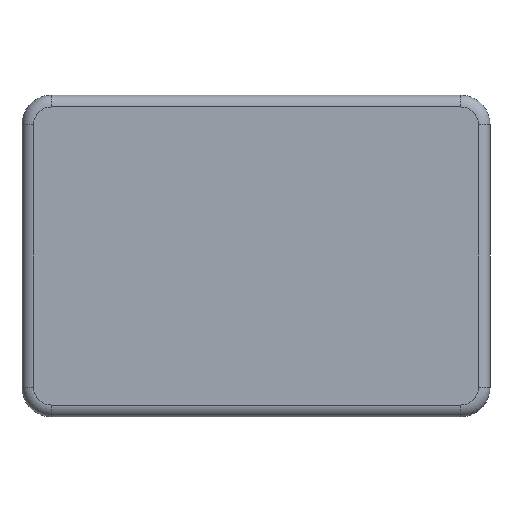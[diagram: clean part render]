
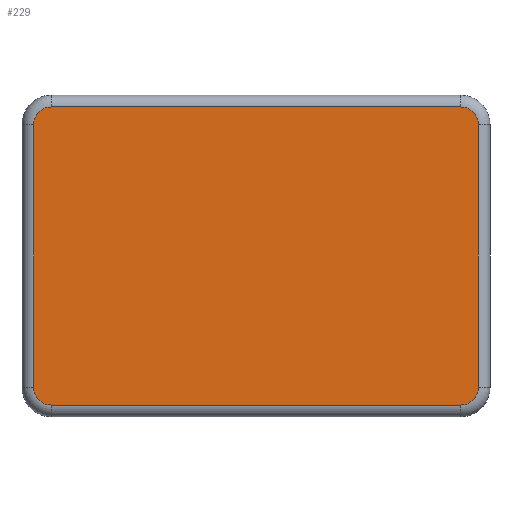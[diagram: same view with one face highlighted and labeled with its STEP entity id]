
A CAD part, front view. The second image highlights one B-rep face of the part: STEP entity #229.
In plain terms, the highlighted planar face has unit normal (0, -1, 0).
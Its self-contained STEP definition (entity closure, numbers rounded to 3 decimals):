
#229=ADVANCED_FACE('',(#542),#543,.T.);
#542=FACE_OUTER_BOUND('',#865,.T.);
#543=PLANE('',#866);
#865=EDGE_LOOP('',(#2133,#2134,#2135,#2136,#2137,#2138,#2139,#2140));
#866=AXIS2_PLACEMENT_3D('',#2141,#2142,#2143);
#2133=ORIENTED_EDGE('',*,*,#2608,.T.);
#2134=ORIENTED_EDGE('',*,*,#2611,.F.);
#2135=ORIENTED_EDGE('',*,*,#2626,.T.);
#2136=ORIENTED_EDGE('',*,*,#2627,.T.);
#2137=ORIENTED_EDGE('',*,*,#2628,.T.);
#2138=ORIENTED_EDGE('',*,*,#2629,.T.);
#2139=ORIENTED_EDGE('',*,*,#2625,.T.);
#2140=ORIENTED_EDGE('',*,*,#2630,.F.);
#2141=CARTESIAN_POINT('',(0.0,-21.5,-27.45));
#2142=DIRECTION('',(0.0,-1.0,0.0));
#2143=DIRECTION('',(1.0,0.0,0.0));
#2608=EDGE_CURVE('',#3290,#3292,#3294,.T.);
#2611=EDGE_CURVE('',#3297,#3292,#3299,.T.);
#2625=EDGE_CURVE('',#3319,#3321,#3323,.T.);
#2626=EDGE_CURVE('',#3297,#3324,#3325,.T.);
#2627=EDGE_CURVE('',#3324,#3326,#3327,.T.);
#2628=EDGE_CURVE('',#3326,#3328,#3329,.T.);
#2629=EDGE_CURVE('',#3328,#3319,#3330,.T.);
#2630=EDGE_CURVE('',#3290,#3321,#3331,.T.);
#3290=VERTEX_POINT('',#4438);
#3292=VERTEX_POINT('',#4440);
#3294=CIRCLE('',#4442,3.);
#3297=VERTEX_POINT('',#4446);
#3299=LINE('',#4448,#4449);
#3319=VERTEX_POINT('',#4476);
#3321=VERTEX_POINT('',#4478);
#3323=CIRCLE('',#4480,3.);
#3324=VERTEX_POINT('',#4481);
#3325=CIRCLE('',#4482,3.);
#3326=VERTEX_POINT('',#4483);
#3327=LINE('',#4484,#4485);
#3328=VERTEX_POINT('',#4486);
#3329=CIRCLE('',#4487,3.);
#3330=LINE('',#4488,#4489);
#3331=LINE('',#4490,#4491);
#4438=CARTESIAN_POINT('',(-34.95,-21.5,25.45));
#4440=CARTESIAN_POINT('',(-37.95,-21.5,22.45));
#4442=AXIS2_PLACEMENT_3D('',#5026,#5027,#5028);
#4446=CARTESIAN_POINT('',(-37.95,-21.5,-22.45));
#4448=CARTESIAN_POINT('',(-37.95,-21.5,-27.45));
#4449=VECTOR('',#5033,1.0);
#4476=CARTESIAN_POINT('',(37.95,-21.5,22.45));
#4478=CARTESIAN_POINT('',(34.95,-21.5,25.45));
#4480=AXIS2_PLACEMENT_3D('',#5059,#5060,#5061);
#4481=CARTESIAN_POINT('',(-34.95,-21.5,-25.45));
#4482=AXIS2_PLACEMENT_3D('',#5062,#5063,#5064);
#4483=CARTESIAN_POINT('',(34.95,-21.5,-25.45));
#4484=CARTESIAN_POINT('',(0.,-21.5,-25.45));
#4485=VECTOR('',#5065,1.0);
#4486=CARTESIAN_POINT('',(37.95,-21.5,-22.45));
#4487=AXIS2_PLACEMENT_3D('',#5066,#5067,#5068);
#4488=CARTESIAN_POINT('',(37.95,-21.5,-27.45));
#4489=VECTOR('',#5069,1.0);
#4490=CARTESIAN_POINT('',(-19.975,-21.5,25.45));
#4491=VECTOR('',#5070,1.0);
#5026=CARTESIAN_POINT('',(-34.95,-21.5,22.45));
#5027=DIRECTION('',(0.0,-1.0,-0.0));
#5028=DIRECTION('',(-1.0,0.0,0.));
#5033=DIRECTION('',(0.0,0.0,1.0));
#5059=CARTESIAN_POINT('',(34.95,-21.5,22.45));
#5060=DIRECTION('',(0.0,-1.0,0.0));
#5061=DIRECTION('',(0.,0.0,1.0));
#5062=CARTESIAN_POINT('',(-34.95,-21.5,-22.45));
#5063=DIRECTION('',(0.0,-1.0,0.0));
#5064=DIRECTION('',(0.,0.0,-1.0));
#5065=DIRECTION('',(1.0,0.0,0.));
#5066=CARTESIAN_POINT('',(34.95,-21.5,-22.45));
#5067=DIRECTION('',(0.0,-1.0,0.0));
#5068=DIRECTION('',(1.0,0.0,0.0));
#5069=DIRECTION('',(0.0,0.0,1.0));
#5070=DIRECTION('',(1.0,0.0,0.));
